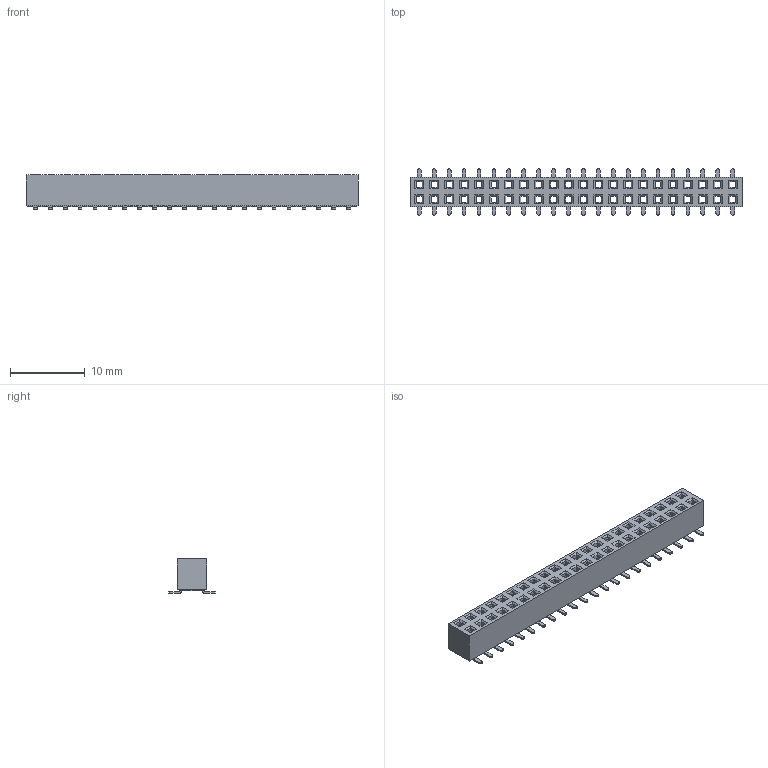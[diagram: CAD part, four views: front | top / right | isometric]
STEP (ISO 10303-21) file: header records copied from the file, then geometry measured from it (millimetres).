
FILE_DESCRIPTION(/* description */ ('Unknown'),/* implementation_level */ '2;1');
FILE_NAME(/* name */ '621044242921',/* time_stamp */ '2021-12-02T16:37:54+01:00',/* author */ ('Unknown'),/* organization */ ('Unknown'),/* preprocessor_version */ 'ST-DEVELOPER v16.7',/* originating_system */ 'Solid Edge',/* authorisation */ 'Unknown');
FILE_SCHEMA (('AUTOMOTIVE_DESIGN {1 0 10303 214 3 1 1}'));
Length unit declared in the file: millimetre
Products named in the file (3): 6210xx242921; 621044242921_Housing
Assembly tree (45 placements, depth 2):
  6210xx242921
    621044242921_Housing
    6210xx242921  x44
Bounding box: 44.5 x 6.2 x 4.6 mm (x, y, z)
Volume: 521.4 mm3; surface area: 2794.8 mm2
Topology: 45 solids, 45 shells, 3707 faces, 10012 edges, 6396 vertices
Faces by surface type: plane 2519, cylinder 1100, bspline 88
Entity records: 21094 total; most frequent: CARTESIAN_POINT 3726, ORIENTED_EDGE 3598, DIRECTION 3320, EDGE_CURVE 1799, LINE 1742, VECTOR 1742, VERTEX_POINT 1107, AXIS2_PLACEMENT_3D 789
